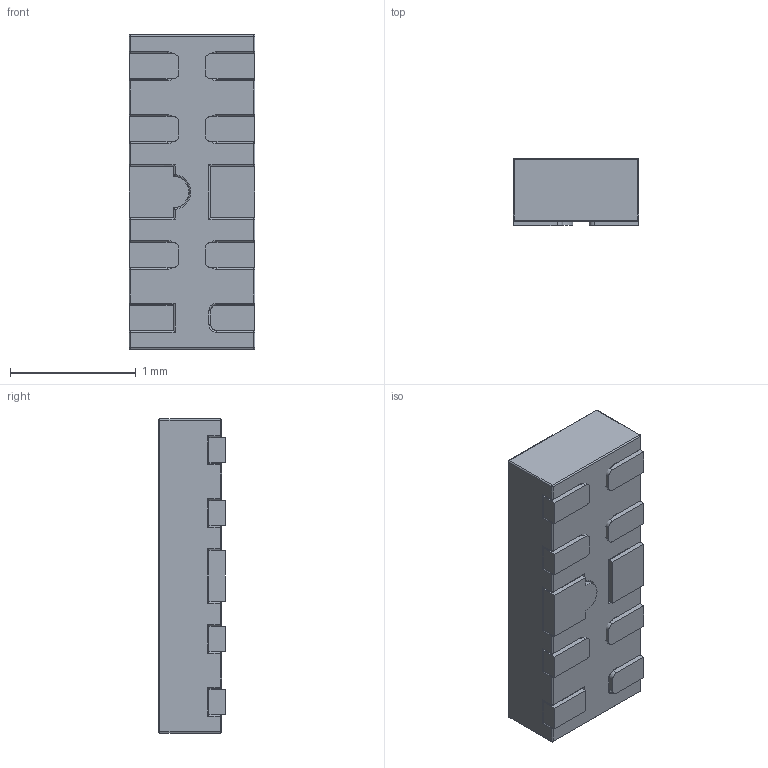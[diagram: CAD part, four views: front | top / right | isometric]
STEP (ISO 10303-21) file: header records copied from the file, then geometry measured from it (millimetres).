
FILE_DESCRIPTION (( 'STEP AP214' ), '1' );
FILE_NAME ('TPD4EUSB30DQAR.STEP', '2021-06-17T08:55:21', ( '' ), ( '' ), 'SwSTEP 2.0', 'SolidWorks 2018', '' );
FILE_SCHEMA (( 'AUTOMOTIVE_DESIGN' ));
Length unit declared in the file: millimetre
Products named in the file (1): TPD4EUSB30DQAR
Bounding box: 1 x 0.53 x 2.5 mm (x, y, z)
Volume: 1.3 mm3; surface area: 12.5 mm2
Topology: 11 solids, 11 shells, 264 faces, 614 edges, 344 vertices
Faces by surface type: cylinder 113, plane 108, sphere 28, torus 15
Entity records: 10197 total; most frequent: CARTESIAN_POINT 1309, DIRECTION 1275, ORIENTED_EDGE 1172, EDGE_CURVE 586, AXIS2_PLACEMENT_3D 452, VECTOR 371, LINE 371, VERTEX_POINT 344
